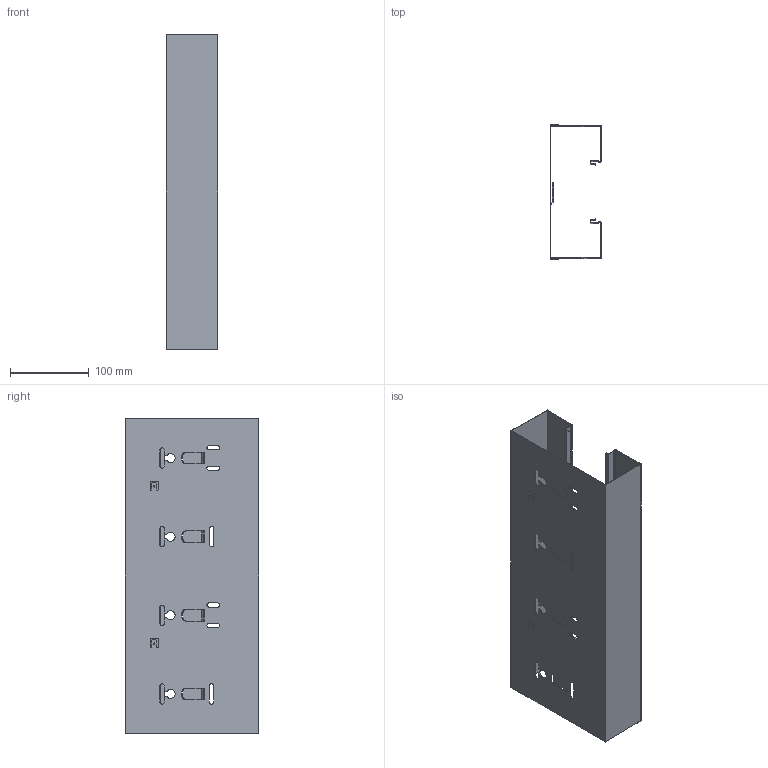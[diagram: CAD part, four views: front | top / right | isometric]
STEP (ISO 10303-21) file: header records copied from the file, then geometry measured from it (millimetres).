
FILE_DESCRIPTION((''),'2;1');
FILE_NAME('96200710P01','2023-05-04T11:08:11',('sivasanker.y'),(''),'CREO PARAMETRIC BY PTC INC, 2021284','CREO PARAMETRIC BY PTC INC, 2021284','');
FILE_SCHEMA(('CONFIG_CONTROL_DESIGN'));
Length unit declared in the file: millimetre
Products named in the file (1): 96200710P01
Bounding box: 65.25 x 170.08 x 400 mm (x, y, z)
Volume: 134975.2 mm3; surface area: 340613.7 mm2
Topology: 1 solids, 1 shells, 430 faces, 1220 edges, 792 vertices
Faces by surface type: plane 334, cylinder 92, bspline 4
Entity records: 15633 total; most frequent: CARTESIAN_POINT 4189, ORIENTED_EDGE 2440, DIRECTION 2224, EDGE_CURVE 1220, VECTOR 1004, LINE 1004, VERTEX_POINT 792, AXIS2_PLACEMENT_3D 610
